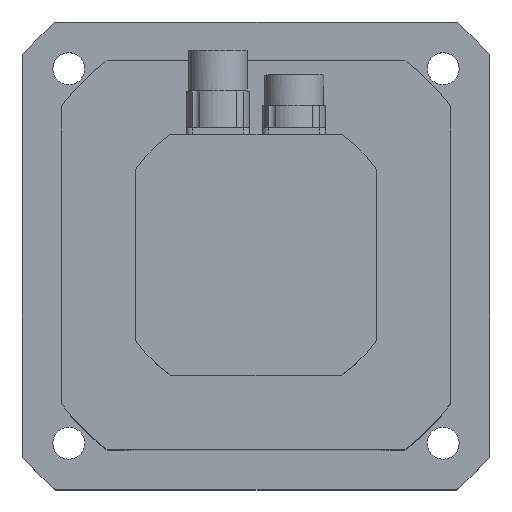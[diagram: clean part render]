
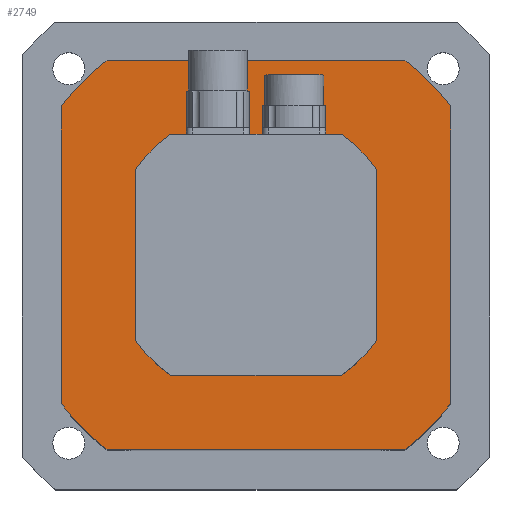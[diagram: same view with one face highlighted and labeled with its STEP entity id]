
A CAD part, top view. The second image highlights one B-rep face of the part: STEP entity #2749.
In plain terms, the highlighted planar face has unit normal (0, 0, 1).
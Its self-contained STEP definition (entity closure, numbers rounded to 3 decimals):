
#1934=CARTESIAN_POINT('',(-60.492,79.0,0.0));
#1935=VERTEX_POINT('',#1934);
#1942=CARTESIAN_POINT('',(60.492,79.0,0.0));
#1943=VERTEX_POINT('',#1942);
#1944=CARTESIAN_POINT('',(60.492,79.0,0.0));
#1945=DIRECTION('',(-1.0,0.0,0.0));
#1946=VECTOR('',#1945,120.983);
#1947=LINE('',#1944,#1946);
#1948=EDGE_CURVE('',#1943,#1935,#1947,.T.);
#2015=CARTESIAN_POINT('',(-79.0,-60.492,0.0));
#2016=VERTEX_POINT('',#2015);
#2023=CARTESIAN_POINT('',(-79.,60.492,0.0));
#2024=VERTEX_POINT('',#2023);
#2025=CARTESIAN_POINT('',(-79.,60.492,0.0));
#2026=DIRECTION('',(0.0,-1.0,0.0));
#2027=VECTOR('',#2026,120.983);
#2028=LINE('',#2025,#2027);
#2029=EDGE_CURVE('',#2024,#2016,#2028,.T.);
#2050=CARTESIAN_POINT('',(60.492,-79.,0.0));
#2051=VERTEX_POINT('',#2050);
#2058=CARTESIAN_POINT('',(-60.492,-79.0,0.0));
#2059=VERTEX_POINT('',#2058);
#2060=CARTESIAN_POINT('',(-60.492,-79.0,0.0));
#2061=DIRECTION('',(1.0,0.0,0.0));
#2062=VECTOR('',#2061,120.983);
#2063=LINE('',#2060,#2062);
#2064=EDGE_CURVE('',#2059,#2051,#2063,.T.);
#2082=CARTESIAN_POINT('',(79.0,60.492,0.0));
#2083=VERTEX_POINT('',#2082);
#2090=CARTESIAN_POINT('',(79.,-60.492,0.0));
#2091=VERTEX_POINT('',#2090);
#2092=CARTESIAN_POINT('',(79.,-60.492,0.0));
#2093=DIRECTION('',(0.0,1.0,0.0));
#2094=VECTOR('',#2093,120.983);
#2095=LINE('',#2092,#2094);
#2096=EDGE_CURVE('',#2091,#2083,#2095,.T.);
#2471=CARTESIAN_POINT('',(0.0,0.0,0.0));
#2472=DIRECTION('',(0.0,0.0,1.0));
#2473=DIRECTION('',(1.0,0.0,0.0));
#2474=AXIS2_PLACEMENT_3D('',#2471,#2472,#2473);
#2475=CIRCLE('',#2474,99.5);
#2476=EDGE_CURVE('',#2083,#1943,#2475,.T.);
#2489=CARTESIAN_POINT('',(0.0,0.0,0.0));
#2490=DIRECTION('',(0.0,0.0,1.0));
#2491=DIRECTION('',(1.0,0.0,0.0));
#2492=AXIS2_PLACEMENT_3D('',#2489,#2490,#2491);
#2493=CIRCLE('',#2492,99.5);
#2494=EDGE_CURVE('',#1935,#2024,#2493,.T.);
#2507=CARTESIAN_POINT('',(0.0,0.0,0.0));
#2508=DIRECTION('',(0.0,0.0,1.0));
#2509=DIRECTION('',(1.0,0.0,0.0));
#2510=AXIS2_PLACEMENT_3D('',#2507,#2508,#2509);
#2511=CIRCLE('',#2510,99.5);
#2512=EDGE_CURVE('',#2016,#2059,#2511,.T.);
#2525=CARTESIAN_POINT('',(0.0,0.0,0.0));
#2526=DIRECTION('',(0.0,0.0,1.0));
#2527=DIRECTION('',(1.0,0.0,0.0));
#2528=AXIS2_PLACEMENT_3D('',#2525,#2526,#2527);
#2529=CIRCLE('',#2528,99.5);
#2530=EDGE_CURVE('',#2051,#2091,#2529,.T.);
#2536=CARTESIAN_POINT('',(0.0,0.0,0.0));
#2537=DIRECTION('',(0.0,0.0,1.0));
#2538=DIRECTION('',(1.0,0.0,0.0));
#2539=AXIS2_PLACEMENT_3D('',#2536,#2537,#2538);
#2540=PLANE('',#2539);
#2541=ORIENTED_EDGE('',*,*,#2064,.T.);
#2542=ORIENTED_EDGE('',*,*,#2530,.T.);
#2543=ORIENTED_EDGE('',*,*,#2096,.T.);
#2544=ORIENTED_EDGE('',*,*,#2476,.T.);
#2545=ORIENTED_EDGE('',*,*,#1948,.T.);
#2546=ORIENTED_EDGE('',*,*,#2494,.T.);
#2547=ORIENTED_EDGE('',*,*,#2029,.T.);
#2548=ORIENTED_EDGE('',*,*,#2512,.T.);
#2549=EDGE_LOOP('',(#2541,#2542,#2543,#2544,#2545,#2546,#2547,#2548));
#2550=FACE_OUTER_BOUND('',#2549,.T.);
#2551=CARTESIAN_POINT('',(34.627,-49.,0.0));
#2552=VERTEX_POINT('',#2551);
#2553=CARTESIAN_POINT('',(-34.627,-49.,0.0));
#2554=VERTEX_POINT('',#2553);
#2555=CARTESIAN_POINT('',(34.627,-49.,0.0));
#2556=DIRECTION('',(-1.0,0.0,0.0));
#2557=VECTOR('',#2556,69.253);
#2558=LINE('',#2555,#2557);
#2559=EDGE_CURVE('',#2552,#2554,#2558,.T.);
#2560=ORIENTED_EDGE('',*,*,#2559,.T.);
#2561=CARTESIAN_POINT('',(-49.,-34.627,0.0));
#2562=VERTEX_POINT('',#2561);
#2563=CARTESIAN_POINT('',(0.0,0.0,0.0));
#2564=DIRECTION('',(0.0,0.0,-1.0));
#2565=DIRECTION('',(-1.0,0.0,0.0));
#2566=AXIS2_PLACEMENT_3D('',#2563,#2564,#2565);
#2567=CIRCLE('',#2566,60.0);
#2568=EDGE_CURVE('',#2554,#2562,#2567,.T.);
#2569=ORIENTED_EDGE('',*,*,#2568,.T.);
#2570=CARTESIAN_POINT('',(-49.0,-26.0,0.0));
#2571=VERTEX_POINT('',#2570);
#2572=CARTESIAN_POINT('',(-49.,-34.627,0.0));
#2573=DIRECTION('',(0.0,1.0,0.0));
#2574=VECTOR('',#2573,8.627);
#2575=LINE('',#2572,#2574);
#2576=EDGE_CURVE('',#2562,#2571,#2575,.T.);
#2577=ORIENTED_EDGE('',*,*,#2576,.T.);
#2578=CARTESIAN_POINT('',(-47.5,-26.0,0.0));
#2579=VERTEX_POINT('',#2578);
#2580=CARTESIAN_POINT('',(-49.0,-26.0,0.0));
#2581=DIRECTION('',(1.0,0.0,0.0));
#2582=VECTOR('',#2581,1.5);
#2583=LINE('',#2580,#2582);
#2584=EDGE_CURVE('',#2571,#2579,#2583,.T.);
#2585=ORIENTED_EDGE('',*,*,#2584,.T.);
#2586=CARTESIAN_POINT('',(-47.5,-18.0,0.0));
#2587=VERTEX_POINT('',#2586);
#2588=CARTESIAN_POINT('',(-47.5,-26.0,0.0));
#2589=DIRECTION('',(0.0,1.0,0.0));
#2590=VECTOR('',#2589,8.0);
#2591=LINE('',#2588,#2590);
#2592=EDGE_CURVE('',#2579,#2587,#2591,.T.);
#2593=ORIENTED_EDGE('',*,*,#2592,.T.);
#2594=CARTESIAN_POINT('',(-49.,-18.0,0.0));
#2595=VERTEX_POINT('',#2594);
#2596=CARTESIAN_POINT('',(-47.5,-18.0,0.0));
#2597=DIRECTION('',(-1.0,0.0,0.0));
#2598=VECTOR('',#2597,1.5);
#2599=LINE('',#2596,#2598);
#2600=EDGE_CURVE('',#2587,#2595,#2599,.T.);
#2601=ORIENTED_EDGE('',*,*,#2600,.T.);
#2602=CARTESIAN_POINT('',(-49.,18.0,0.0));
#2603=VERTEX_POINT('',#2602);
#2604=CARTESIAN_POINT('',(-49.,-18.0,0.0));
#2605=DIRECTION('',(0.0,1.0,0.0));
#2606=VECTOR('',#2605,36.0);
#2607=LINE('',#2604,#2606);
#2608=EDGE_CURVE('',#2595,#2603,#2607,.T.);
#2609=ORIENTED_EDGE('',*,*,#2608,.T.);
#2610=CARTESIAN_POINT('',(-47.5,18.0,0.0));
#2611=VERTEX_POINT('',#2610);
#2612=CARTESIAN_POINT('',(-49.,18.0,0.0));
#2613=DIRECTION('',(1.0,0.0,0.0));
#2614=VECTOR('',#2613,1.5);
#2615=LINE('',#2612,#2614);
#2616=EDGE_CURVE('',#2603,#2611,#2615,.T.);
#2617=ORIENTED_EDGE('',*,*,#2616,.T.);
#2618=CARTESIAN_POINT('',(-47.5,26.0,0.0));
#2619=VERTEX_POINT('',#2618);
#2620=CARTESIAN_POINT('',(-47.5,18.0,0.0));
#2621=DIRECTION('',(0.0,1.0,0.0));
#2622=VECTOR('',#2621,8.0);
#2623=LINE('',#2620,#2622);
#2624=EDGE_CURVE('',#2611,#2619,#2623,.T.);
#2625=ORIENTED_EDGE('',*,*,#2624,.T.);
#2626=CARTESIAN_POINT('',(-49.0,26.0,0.0));
#2627=VERTEX_POINT('',#2626);
#2628=CARTESIAN_POINT('',(-47.5,26.0,0.0));
#2629=DIRECTION('',(-1.0,0.0,0.0));
#2630=VECTOR('',#2629,1.5);
#2631=LINE('',#2628,#2630);
#2632=EDGE_CURVE('',#2619,#2627,#2631,.T.);
#2633=ORIENTED_EDGE('',*,*,#2632,.T.);
#2634=CARTESIAN_POINT('',(-49.,34.627,0.0));
#2635=VERTEX_POINT('',#2634);
#2636=CARTESIAN_POINT('',(-49.0,26.0,0.0));
#2637=DIRECTION('',(0.0,1.0,0.0));
#2638=VECTOR('',#2637,8.627);
#2639=LINE('',#2636,#2638);
#2640=EDGE_CURVE('',#2627,#2635,#2639,.T.);
#2641=ORIENTED_EDGE('',*,*,#2640,.T.);
#2642=CARTESIAN_POINT('',(-34.627,49.0,0.0));
#2643=VERTEX_POINT('',#2642);
#2644=CARTESIAN_POINT('',(0.0,0.0,0.0));
#2645=DIRECTION('',(0.0,0.0,-1.0));
#2646=DIRECTION('',(-1.0,0.0,0.0));
#2647=AXIS2_PLACEMENT_3D('',#2644,#2645,#2646);
#2648=CIRCLE('',#2647,60.0);
#2649=EDGE_CURVE('',#2635,#2643,#2648,.T.);
#2650=ORIENTED_EDGE('',*,*,#2649,.T.);
#2651=CARTESIAN_POINT('',(34.627,49.0,0.0));
#2652=VERTEX_POINT('',#2651);
#2653=CARTESIAN_POINT('',(-34.627,49.0,0.0));
#2654=DIRECTION('',(1.0,0.0,0.0));
#2655=VECTOR('',#2654,69.253);
#2656=LINE('',#2653,#2655);
#2657=EDGE_CURVE('',#2643,#2652,#2656,.T.);
#2658=ORIENTED_EDGE('',*,*,#2657,.T.);
#2659=CARTESIAN_POINT('',(49.0,34.627,0.0));
#2660=VERTEX_POINT('',#2659);
#2661=CARTESIAN_POINT('',(0.0,0.0,0.0));
#2662=DIRECTION('',(0.0,0.0,-1.0));
#2663=DIRECTION('',(-1.0,0.0,0.0));
#2664=AXIS2_PLACEMENT_3D('',#2661,#2662,#2663);
#2665=CIRCLE('',#2664,60.0);
#2666=EDGE_CURVE('',#2652,#2660,#2665,.T.);
#2667=ORIENTED_EDGE('',*,*,#2666,.T.);
#2668=CARTESIAN_POINT('',(49.0,26.0,0.0));
#2669=VERTEX_POINT('',#2668);
#2670=CARTESIAN_POINT('',(49.0,34.627,0.0));
#2671=DIRECTION('',(0.0,-1.0,0.0));
#2672=VECTOR('',#2671,8.627);
#2673=LINE('',#2670,#2672);
#2674=EDGE_CURVE('',#2660,#2669,#2673,.T.);
#2675=ORIENTED_EDGE('',*,*,#2674,.T.);
#2676=CARTESIAN_POINT('',(47.5,26.0,0.0));
#2677=VERTEX_POINT('',#2676);
#2678=CARTESIAN_POINT('',(49.0,26.0,0.0));
#2679=DIRECTION('',(-1.0,0.0,0.0));
#2680=VECTOR('',#2679,1.5);
#2681=LINE('',#2678,#2680);
#2682=EDGE_CURVE('',#2669,#2677,#2681,.T.);
#2683=ORIENTED_EDGE('',*,*,#2682,.T.);
#2684=CARTESIAN_POINT('',(47.5,18.0,0.0));
#2685=VERTEX_POINT('',#2684);
#2686=CARTESIAN_POINT('',(47.5,26.0,0.0));
#2687=DIRECTION('',(0.0,-1.0,0.0));
#2688=VECTOR('',#2687,8.0);
#2689=LINE('',#2686,#2688);
#2690=EDGE_CURVE('',#2677,#2685,#2689,.T.);
#2691=ORIENTED_EDGE('',*,*,#2690,.T.);
#2692=CARTESIAN_POINT('',(49.,18.0,0.0));
#2693=VERTEX_POINT('',#2692);
#2694=CARTESIAN_POINT('',(47.5,18.0,0.0));
#2695=DIRECTION('',(1.0,0.0,0.0));
#2696=VECTOR('',#2695,1.5);
#2697=LINE('',#2694,#2696);
#2698=EDGE_CURVE('',#2685,#2693,#2697,.T.);
#2699=ORIENTED_EDGE('',*,*,#2698,.T.);
#2700=CARTESIAN_POINT('',(49.,-18.0,0.0));
#2701=VERTEX_POINT('',#2700);
#2702=CARTESIAN_POINT('',(49.,18.0,0.0));
#2703=DIRECTION('',(0.0,-1.0,0.0));
#2704=VECTOR('',#2703,36.0);
#2705=LINE('',#2702,#2704);
#2706=EDGE_CURVE('',#2693,#2701,#2705,.T.);
#2707=ORIENTED_EDGE('',*,*,#2706,.T.);
#2708=CARTESIAN_POINT('',(47.5,-18.0,0.0));
#2709=VERTEX_POINT('',#2708);
#2710=CARTESIAN_POINT('',(49.,-18.0,0.0));
#2711=DIRECTION('',(-1.0,0.0,0.0));
#2712=VECTOR('',#2711,1.5);
#2713=LINE('',#2710,#2712);
#2714=EDGE_CURVE('',#2701,#2709,#2713,.T.);
#2715=ORIENTED_EDGE('',*,*,#2714,.T.);
#2716=CARTESIAN_POINT('',(47.5,-26.0,0.0));
#2717=VERTEX_POINT('',#2716);
#2718=CARTESIAN_POINT('',(47.5,-18.0,0.0));
#2719=DIRECTION('',(0.0,-1.0,0.0));
#2720=VECTOR('',#2719,8.0);
#2721=LINE('',#2718,#2720);
#2722=EDGE_CURVE('',#2709,#2717,#2721,.T.);
#2723=ORIENTED_EDGE('',*,*,#2722,.T.);
#2724=CARTESIAN_POINT('',(49.0,-26.0,0.0));
#2725=VERTEX_POINT('',#2724);
#2726=CARTESIAN_POINT('',(47.5,-26.0,0.0));
#2727=DIRECTION('',(1.0,0.0,0.0));
#2728=VECTOR('',#2727,1.5);
#2729=LINE('',#2726,#2728);
#2730=EDGE_CURVE('',#2717,#2725,#2729,.T.);
#2731=ORIENTED_EDGE('',*,*,#2730,.T.);
#2732=CARTESIAN_POINT('',(49.0,-34.627,0.0));
#2733=VERTEX_POINT('',#2732);
#2734=CARTESIAN_POINT('',(49.0,-26.0,0.0));
#2735=DIRECTION('',(0.0,-1.0,0.0));
#2736=VECTOR('',#2735,8.627);
#2737=LINE('',#2734,#2736);
#2738=EDGE_CURVE('',#2725,#2733,#2737,.T.);
#2739=ORIENTED_EDGE('',*,*,#2738,.T.);
#2740=CARTESIAN_POINT('',(0.0,0.0,0.0));
#2741=DIRECTION('',(0.0,0.0,-1.0));
#2742=DIRECTION('',(-1.0,0.0,0.0));
#2743=AXIS2_PLACEMENT_3D('',#2740,#2741,#2742);
#2744=CIRCLE('',#2743,60.0);
#2745=EDGE_CURVE('',#2733,#2552,#2744,.T.);
#2746=ORIENTED_EDGE('',*,*,#2745,.T.);
#2747=EDGE_LOOP('',(#2560,#2569,#2577,#2585,#2593,#2601,#2609,#2617,#2625,#2633,#2641,#2650,#2658,#2667,#2675,#2683,#2691,#2699,#2707,#2715,#2723,#2731,#2739,#2746));
#2748=FACE_BOUND('',#2747,.T.);
#2749=ADVANCED_FACE('',(#2550,#2748),#2540,.T.);
